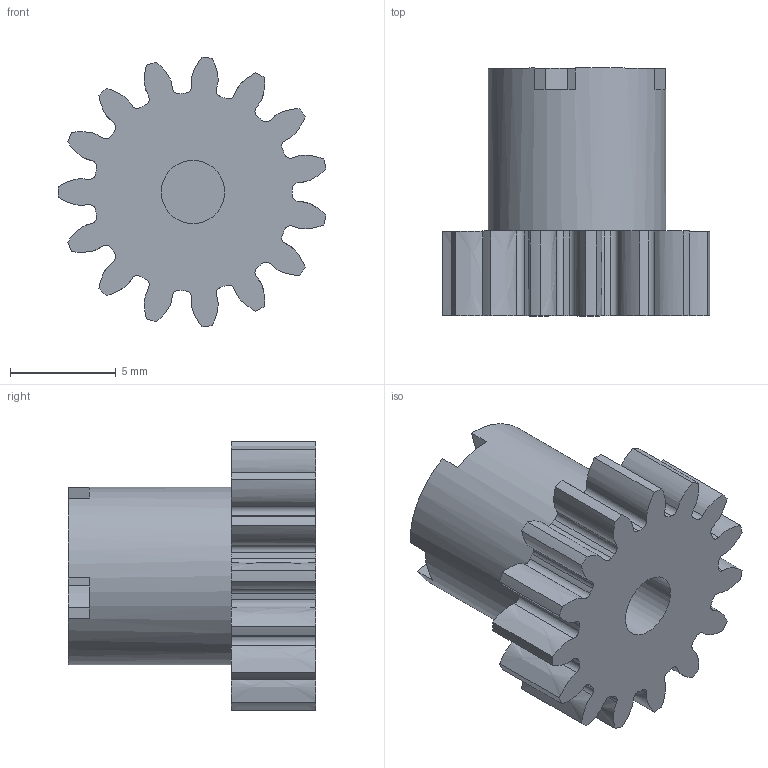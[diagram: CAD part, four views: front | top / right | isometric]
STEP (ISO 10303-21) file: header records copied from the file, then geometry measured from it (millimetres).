
FILE_DESCRIPTION(/* description */ (''),/* implementation_level */ '2;1');
FILE_NAME(/* name */ 'countergear.step',/* time_stamp */ '2020-06-08T16:49:11+02:00',/* author */ (''),/* organization */ (''),/* preprocessor_version */ 'ST-DEVELOPER v18.1',/* originating_system */ 'Autodesk Translation Framework v9.3.0.1241',/* authorisation */ '');
FILE_SCHEMA (('AUTOMOTIVE_DESIGN { 1 0 10303 214 3 1 1 }'));
Length unit declared in the file: millimetre
Products named in the file (1): FusionComponent
Bounding box: 12.66 x 11.7 x 12.72 mm (x, y, z)
Volume: 700.3 mm3; surface area: 785 mm2
Topology: 1 solids, 1 shells, 114 faces, 327 edges, 218 vertices
Faces by surface type: cylinder 67, bspline 30, plane 17
Full cylindrical faces by diameter (mm): 3 x1, 3.8 x1, 8.4 x1
Entity records: 7126 total; most frequent: CARTESIAN_POINT 4170, ORIENTED_EDGE 654, DIRECTION 579, EDGE_CURVE 327, AXIS2_PLACEMENT_3D 227, VERTEX_POINT 218, CIRCLE 142, LINE 125
